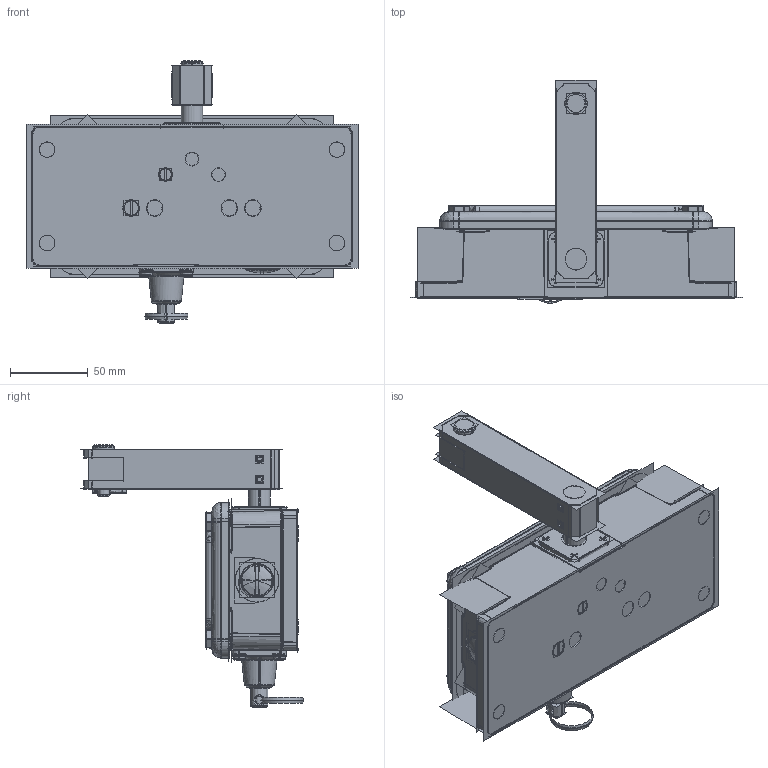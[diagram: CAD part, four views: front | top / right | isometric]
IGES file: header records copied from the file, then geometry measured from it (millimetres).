
Start section:  PTC IGES file: 188752.igs
Global section: file name: 188752.igs; native system: Creo Parametric by Parametric Technology Corporation; preprocessor: 2013230; author: pdmadmin; organization: Unknown; date: 20160201.113048; units: millimetre
Bounding box: 213.2 x 143.5 x 168.57 mm (x, y, z)
Volume: 1045763.2 mm3; surface area: 1446806.4 mm2
Topology: 4 solids, 9 shells, 3134 faces, 20092 edges, 28353 vertices
Faces by surface type: bspline 1578, revolution 1556
